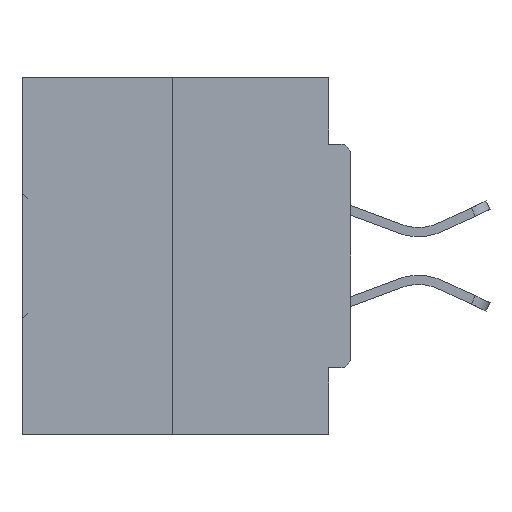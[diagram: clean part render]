
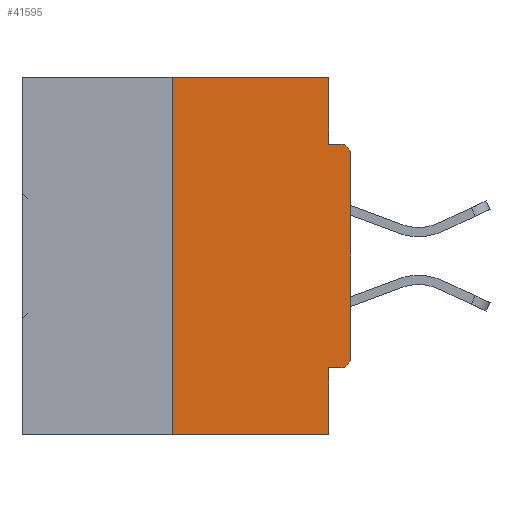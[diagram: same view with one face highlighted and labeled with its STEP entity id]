
A CAD part, left-side view. The second image highlights one B-rep face of the part: STEP entity #41595.
In plain terms, the highlighted planar face has unit normal (-1, 0, 0).
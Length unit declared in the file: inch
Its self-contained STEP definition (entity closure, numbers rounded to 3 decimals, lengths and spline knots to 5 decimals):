
#246 = EDGE_CURVE ( 'NONE', #15696, #15017, #43991, .T. ) ;
#760 = VECTOR ( 'NONE', #40294, 39.37008 ) ;
#769 = VERTEX_POINT ( 'NONE', #44399 ) ;
#895 = VECTOR ( 'NONE', #35625, 39.37008 ) ;
#1172 = DIRECTION ( 'NONE',  ( 1., 0., 0. ) ) ;
#1335 = VECTOR ( 'NONE', #13221, 39.37008 ) ;
#1506 = EDGE_CURVE ( 'NONE', #11875, #29849, #25014, .T. ) ;
#1700 = AXIS2_PLACEMENT_3D ( 'NONE', #4262, #1172, #7608 ) ;
#2884 = CARTESIAN_POINT ( 'NONE',  ( 0., 0.46, 0. ) ) ;
#3454 = LINE ( 'NONE', #21104, #895 ) ;
#3935 = CARTESIAN_POINT ( 'NONE',  ( 0., 0.25, 0. ) ) ;
#4030 = EDGE_CURVE ( 'NONE', #6319, #44088, #34896, .T. ) ;
#4049 = CARTESIAN_POINT ( 'NONE',  ( 0., 0.46, -0.5 ) ) ;
#4262 = CARTESIAN_POINT ( 'NONE',  ( 0., 0.46, 0. ) ) ;
#4332 = CIRCLE ( 'NONE', #37056, 0.015 ) ;
#5306 = LINE ( 'NONE', #8632, #28016 ) ;
#6319 = VERTEX_POINT ( 'NONE', #7398 ) ;
#6886 = DIRECTION ( 'NONE',  ( 0., 0., -1. ) ) ;
#7398 = CARTESIAN_POINT ( 'NONE',  ( 0., 0.031, -0.4065 ) ) ;
#7555 = DIRECTION ( 'NONE',  ( 0., 0., 1. ) ) ;
#7608 = DIRECTION ( 'NONE',  ( 0., 0., -1. ) ) ;
#8632 = CARTESIAN_POINT ( 'NONE',  ( 0., 0., -0.4065 ) ) ;
#10143 = EDGE_CURVE ( 'NONE', #769, #21652, #4332, .T. ) ;
#11487 = CARTESIAN_POINT ( 'NONE',  ( 0., 0.031, -0.5 ) ) ;
#11744 = DIRECTION ( 'NONE',  ( 0., 1., 0. ) ) ;
#11875 = VERTEX_POINT ( 'NONE', #23132 ) ;
#12316 = CARTESIAN_POINT ( 'NONE',  ( 0., 0.015, -0.0935 ) ) ;
#12849 = ORIENTED_EDGE ( 'NONE', *, *, #34453, .F. ) ;
#12932 = DIRECTION ( 'NONE',  ( 0., -1., 0. ) ) ;
#13115 = VERTEX_POINT ( 'NONE', #14564 ) ;
#13221 = DIRECTION ( 'NONE',  ( 0., 0., -1. ) ) ;
#14087 = LINE ( 'NONE', #4049, #760 ) ;
#14201 = DIRECTION ( 'NONE',  ( 0., 0., 1. ) ) ;
#14564 = CARTESIAN_POINT ( 'NONE',  ( 0., 0.015, -0.4065 ) ) ;
#14952 = LINE ( 'NONE', #22320, #37142 ) ;
#15017 = VERTEX_POINT ( 'NONE', #34419 ) ;
#15383 = EDGE_CURVE ( 'NONE', #13115, #6319, #5306, .T. ) ;
#15696 = VERTEX_POINT ( 'NONE', #27067 ) ;
#15967 = EDGE_LOOP ( 'NONE', ( #12849, #28829, #43719, #31642, #25285, #43000, #17499, #39794, #28906, #34045 ) ) ;
#17328 = EDGE_CURVE ( 'NONE', #29849, #21652, #3454, .T. ) ;
#17499 = ORIENTED_EDGE ( 'NONE', *, *, #43311, .T. ) ;
#17952 = AXIS2_PLACEMENT_3D ( 'NONE', #38739, #40684, #37321 ) ;
#20276 = CARTESIAN_POINT ( 'NONE',  ( 0., 0.031, -0.0935 ) ) ;
#20542 = LINE ( 'NONE', #2884, #43808 ) ;
#21104 = CARTESIAN_POINT ( 'NONE',  ( 0., 0., -0.0935 ) ) ;
#21652 = VERTEX_POINT ( 'NONE', #12316 ) ;
#21830 = EDGE_CURVE ( 'NONE', #13115, #46637, #38497, .T. ) ;
#21995 = VECTOR ( 'NONE', #6886, 39.37008 ) ;
#22320 = CARTESIAN_POINT ( 'NONE',  ( 0., 0., 0. ) ) ;
#23132 = CARTESIAN_POINT ( 'NONE',  ( 0., 0.031, 0. ) ) ;
#23508 = CARTESIAN_POINT ( 'NONE',  ( 0., 0.031, -0.5 ) ) ;
#24153 = DIRECTION ( 'NONE',  ( 0., 0., -1. ) ) ;
#24604 = DIRECTION ( 'NONE',  ( -1., 0., 0. ) ) ;
#25014 = LINE ( 'NONE', #39278, #21995 ) ;
#25285 = ORIENTED_EDGE ( 'NONE', *, *, #15383, .F. ) ;
#27067 = CARTESIAN_POINT ( 'NONE',  ( 0., 0.25, -0.5 ) ) ;
#28016 = VECTOR ( 'NONE', #11744, 39.37008 ) ;
#28829 = ORIENTED_EDGE ( 'NONE', *, *, #246, .F. ) ;
#28906 = ORIENTED_EDGE ( 'NONE', *, *, #17328, .F. ) ;
#29536 = FACE_OUTER_BOUND ( 'NONE', #15967, .T. ) ;
#29578 = VECTOR ( 'NONE', #14201, 39.37008 ) ;
#29849 = VERTEX_POINT ( 'NONE', #20276 ) ;
#31642 = ORIENTED_EDGE ( 'NONE', *, *, #4030, .F. ) ;
#31954 = CARTESIAN_POINT ( 'NONE',  ( 0., 0.015, -0.1085 ) ) ;
#34045 = ORIENTED_EDGE ( 'NONE', *, *, #1506, .F. ) ;
#34419 = CARTESIAN_POINT ( 'NONE',  ( 0., 0.25, 0. ) ) ;
#34453 = EDGE_CURVE ( 'NONE', #15017, #11875, #20542, .T. ) ;
#34896 = LINE ( 'NONE', #23508, #1335 ) ;
#35625 = DIRECTION ( 'NONE',  ( 0., -1., 0. ) ) ;
#35744 = CARTESIAN_POINT ( 'NONE',  ( 0., 0., -0.3915 ) ) ;
#37056 = AXIS2_PLACEMENT_3D ( 'NONE', #31954, #24604, #24153 ) ;
#37142 = VECTOR ( 'NONE', #7555, 39.37008 ) ;
#37321 = DIRECTION ( 'NONE',  ( 0., 0., -1. ) ) ;
#38497 = CIRCLE ( 'NONE', #17952, 0.015 ) ;
#38739 = CARTESIAN_POINT ( 'NONE',  ( 0., 0.015, -0.3915 ) ) ;
#39278 = CARTESIAN_POINT ( 'NONE',  ( 0., 0.031, 0. ) ) ;
#39794 = ORIENTED_EDGE ( 'NONE', *, *, #10143, .T. ) ;
#40260 = PLANE ( 'NONE',  #1700 ) ;
#40294 = DIRECTION ( 'NONE',  ( 0., -1., 0. ) ) ;
#40684 = DIRECTION ( 'NONE',  ( -1., 0., 0. ) ) ;
#41595 = ADVANCED_FACE ( 'NONE', ( #29536 ), #40260, .F. ) ;
#43000 = ORIENTED_EDGE ( 'NONE', *, *, #21830, .T. ) ;
#43311 = EDGE_CURVE ( 'NONE', #46637, #769, #14952, .T. ) ;
#43719 = ORIENTED_EDGE ( 'NONE', *, *, #46621, .T. ) ;
#43808 = VECTOR ( 'NONE', #12932, 39.37008 ) ;
#43991 = LINE ( 'NONE', #3935, #29578 ) ;
#44088 = VERTEX_POINT ( 'NONE', #11487 ) ;
#44399 = CARTESIAN_POINT ( 'NONE',  ( 0., 0., -0.1085 ) ) ;
#46621 = EDGE_CURVE ( 'NONE', #15696, #44088, #14087, .T. ) ;
#46637 = VERTEX_POINT ( 'NONE', #35744 ) ;
